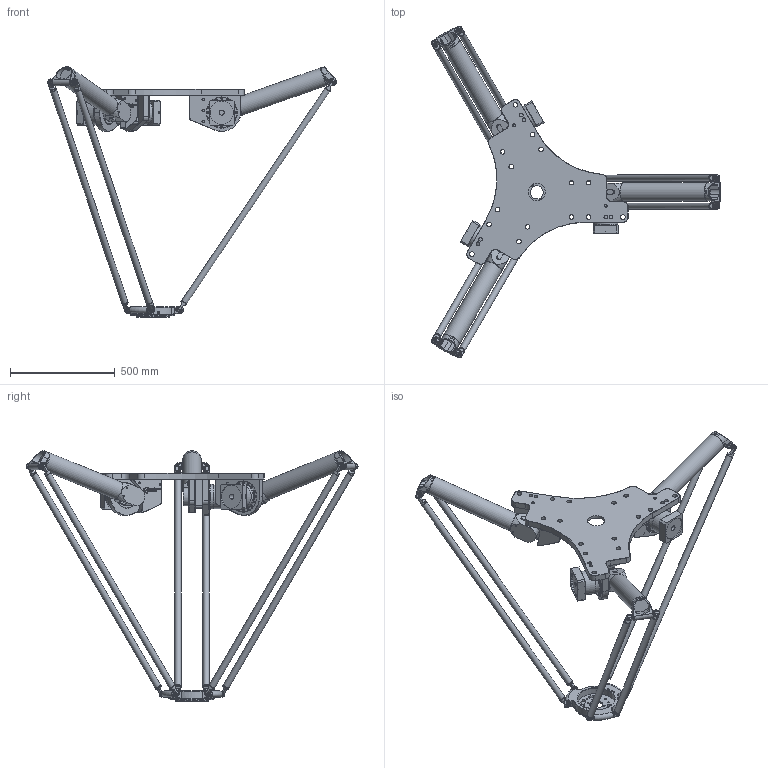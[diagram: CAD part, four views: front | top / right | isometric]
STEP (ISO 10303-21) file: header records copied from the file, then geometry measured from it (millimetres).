
FILE_DESCRIPTION(/* description */ ('Norm.iam Teamplte'),/* implementation_level */ '2;1');
FILE_NAME(/* name */ '3D-model_A_00826-01.stp',/* time_stamp */ '2022-01-03T13:46:11+01:00',/* author */ ('michael.schutter'),/* organization */ (''),/* preprocessor_version */ 'ST-DEVELOPER v16.5',/* originating_system */ 'Autodesk Inventor 2017',/* authorisation */ '');
FILE_SCHEMA (('AUTOMOTIVE_DESIGN { 1 0 10303 214 3 1 1 }'));
Length unit declared in the file: millimetre
Products named in the file (8): A_00826-01_DUMMY DELTA Robotermechanik RL3-1400-12kg; MT_BGR00017940; MT_WST00055161; MT_WST00055121MT_WST; MT_WST00106942; MT_WST00055109MT_WST; MT_WST00069206MT_WST; MT_WST00050309MT_WST
Assembly tree (21 placements, depth 3):
  A_00826-01_DUMMY DELTA Robotermechanik RL3-1400-12kg
    MT_BGR00017940
      MT_WST00055161
      MT_WST00055121MT_WST  x3
    MT_WST00106942
    MT_WST00055109MT_WST  x3
    MT_WST00050309MT_WST  x6
    MT_WST00069206MT_WST  x6
Bounding box: 1381.26 x 1587.12 x 1196.69 mm (x, y, z)
Volume: 34086634.2 mm3; surface area: 3024722.7 mm2
Topology: 20 solids, 41 shells, 3302 faces, 7309 edges, 4627 vertices
Faces by surface type: plane 1666, cylinder 1062, cone 322, torus 150, bspline 102
Full cylindrical faces by diameter (mm): 4 x1, 4.917 x11, 5 x96, 5.5 x2, 8 x72, 8.2 x36, 8.376 x6, 8.5 x96, 9.6 x3, 10 x1, 10.4 x2, 12 x25, 13 x36, 13.835 x9, 15 x12, 16 x12, 17.294 x6, 18 x48, 22 x15, 24 x3, 30 x12, 30.01 x6, 40 x3, 63 x1, 80 x6, 82 x1, 85 x3, 88 x3, 110 x6, 111 x3
Entity records: 60419 total; most frequent: CARTESIAN_POINT 18797, DIRECTION 8644, ORIENTED_EDGE 7458, EDGE_CURVE 3729, AXIS2_PLACEMENT_3D 3272, VERTEX_POINT 2629, EDGE_LOOP 2602, LINE 2100
